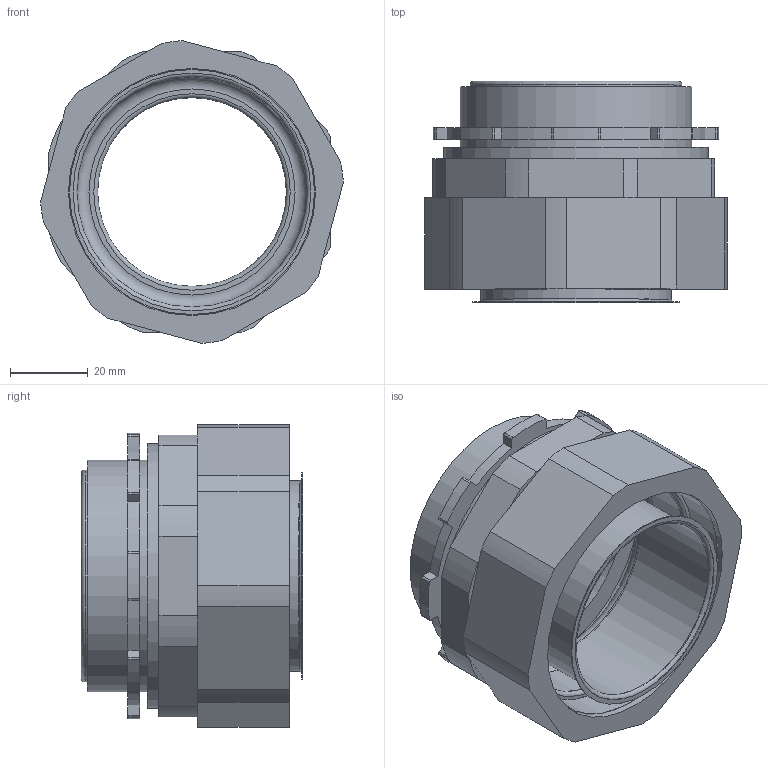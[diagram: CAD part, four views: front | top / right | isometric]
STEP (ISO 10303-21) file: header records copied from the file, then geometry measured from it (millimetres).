
FILE_DESCRIPTION(('STEP AP203'), '1');
FILE_NAME('Ìóôòà ââîäíàÿ äëÿ ìåòàëëîðóêàâà ÂÌ-50 ãàéêà ïîä ðîæêîâûé êëþ÷', '', ('UNSPECIFIED'), ('UNSPECIFIED'), 'ASCON STEP Converter 1.6', 'ASCON Math Kernel', '');
FILE_SCHEMA(('CONFIG_CONTROL_DESIGN'));
Length unit declared in the file: millimetre
Products named in the file (1): -07
Bounding box: 77.84 x 57 x 77.84 mm (x, y, z)
Volume: 75797 mm3; surface area: 68688.8 mm2
Topology: 7 solids, 7 shells, 130 faces, 330 edges, 221 vertices
Faces by surface type: cylinder 68, plane 53, torus 7, cone 2
Full cylindrical faces by diameter (mm): 48.5 x1, 49 x2, 51 x1, 52 x1, 53 x1, 54.5 x1, 57 x1, 58 x1, 59.2 x1, 59.614 x1, 59.7 x1, 62.5 x1, 63 x2, 63.5 x1, 67.5 x1, 68 x2, 68.5 x1
Entity records: 4994 total; most frequent: DIRECTION 720, CARTESIAN_POINT 653, ORIENTED_EDGE 602, EDGE_CURVE 301, AXIS2_PLACEMENT_3D 288, VERTEX_POINT 221, EDGE_LOOP 180, CIRCLE 157
